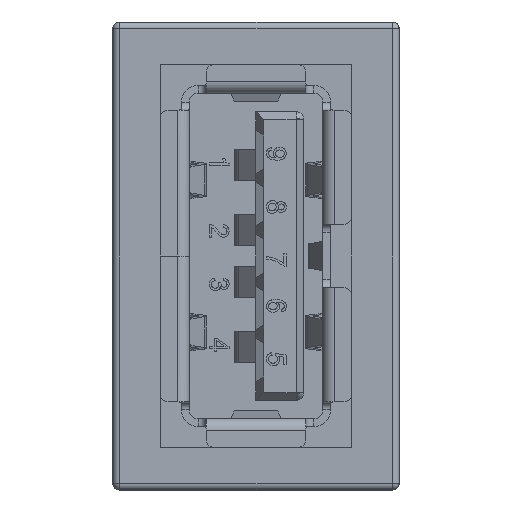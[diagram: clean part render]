
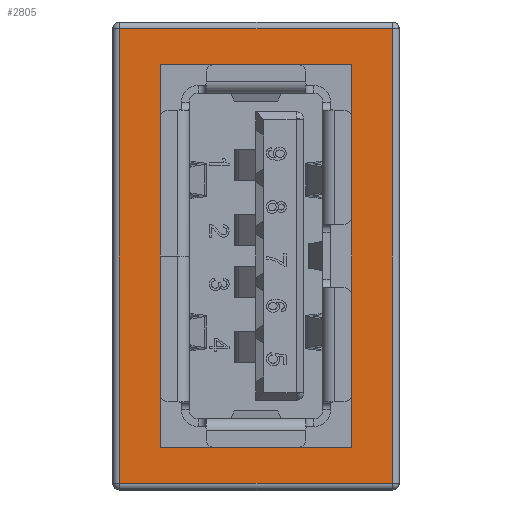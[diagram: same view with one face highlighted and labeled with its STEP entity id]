
A CAD part, left-side view. The second image highlights one B-rep face of the part: STEP entity #2805.
In plain terms, the highlighted planar face has unit normal (-1, 0, 0).
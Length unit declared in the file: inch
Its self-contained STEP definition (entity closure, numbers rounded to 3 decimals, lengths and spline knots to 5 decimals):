
#458 = LINE ( 'NONE', #31602, #28533 ) ;
#558 = LINE ( 'NONE', #28465, #18164 ) ;
#702 = VECTOR ( 'NONE', #9649, 39.37008 ) ;
#1726 = LINE ( 'NONE', #38518, #14621 ) ;
#2566 = VECTOR ( 'NONE', #5011, 39.37008 ) ;
#2805 = ADVANCED_FACE ( 'NONE', ( #25565, #29007 ), #22528, .T. ) ;
#3534 = EDGE_CURVE ( 'NONE', #29423, #21491, #458, .T. ) ;
#3807 = EDGE_CURVE ( 'NONE', #26437, #25001, #26687, .T. ) ;
#4362 = LINE ( 'NONE', #29043, #26967 ) ;
#4460 = ORIENTED_EDGE ( 'NONE', *, *, #37588, .T. ) ;
#4776 = VECTOR ( 'NONE', #11715, 39.37008 ) ;
#4846 = DIRECTION ( 'NONE',  ( 0., 1., 0. ) ) ;
#4854 = AXIS2_PLACEMENT_3D ( 'NONE', #10200, #19893, #31638 ) ;
#5011 = DIRECTION ( 'NONE',  ( 0., 0., -1. ) ) ;
#5773 = CARTESIAN_POINT ( 'NONE',  ( -0.811, -0.14469, 0.28937 ) ) ;
#6666 = EDGE_LOOP ( 'NONE', ( #4460, #26971, #24555, #32128 ) ) ;
#7421 = CARTESIAN_POINT ( 'NONE',  ( -0.811, -0.2065, 0.344 ) ) ;
#7795 = DIRECTION ( 'NONE',  ( 0., -1., 0. ) ) ;
#8036 = LINE ( 'NONE', #29689, #2566 ) ;
#8241 = EDGE_CURVE ( 'NONE', #21491, #26437, #39376, .T. ) ;
#9185 = ORIENTED_EDGE ( 'NONE', *, *, #8241, .T. ) ;
#9564 = DIRECTION ( 'NONE',  ( 0., -1., 0. ) ) ;
#9649 = DIRECTION ( 'NONE',  ( 0., 0., -1. ) ) ;
#10200 = CARTESIAN_POINT ( 'NONE',  ( -0.811, 0.2165, 0.354 ) ) ;
#11313 = CARTESIAN_POINT ( 'NONE',  ( -0.811, -0.2065, 0.354 ) ) ;
#11715 = DIRECTION ( 'NONE',  ( 0., 0., 1. ) ) ;
#12356 = VECTOR ( 'NONE', #4846, 39.37008 ) ;
#13686 = DIRECTION ( 'NONE',  ( 0., 1., 0. ) ) ;
#14255 = ORIENTED_EDGE ( 'NONE', *, *, #20888, .T. ) ;
#14368 = EDGE_CURVE ( 'NONE', #14400, #24066, #1726, .T. ) ;
#14400 = VERTEX_POINT ( 'NONE', #38922 ) ;
#14493 = EDGE_CURVE ( 'NONE', #15381, #30634, #4362, .T. ) ;
#14621 = VECTOR ( 'NONE', #7795, 39.37008 ) ;
#15381 = VERTEX_POINT ( 'NONE', #33891 ) ;
#15592 = CARTESIAN_POINT ( 'NONE',  ( -0.811, -0.2065, -0.344 ) ) ;
#16935 = EDGE_LOOP ( 'NONE', ( #9185, #29349, #14255, #39111 ) ) ;
#18164 = VECTOR ( 'NONE', #36821, 39.37008 ) ;
#19453 = CARTESIAN_POINT ( 'NONE',  ( -0.811, 0.2065, 0.344 ) ) ;
#19551 = CARTESIAN_POINT ( 'NONE',  ( -0.811, -0.14469, 0.28937 ) ) ;
#19893 = DIRECTION ( 'NONE',  ( -1., 0., 0. ) ) ;
#20888 = EDGE_CURVE ( 'NONE', #25001, #29423, #8036, .T. ) ;
#21491 = VERTEX_POINT ( 'NONE', #15592 ) ;
#22528 = PLANE ( 'NONE',  #4854 ) ;
#24066 = VERTEX_POINT ( 'NONE', #5773 ) ;
#24555 = ORIENTED_EDGE ( 'NONE', *, *, #28987, .T. ) ;
#25001 = VERTEX_POINT ( 'NONE', #19453 ) ;
#25565 = FACE_OUTER_BOUND ( 'NONE', #16935, .T. ) ;
#25876 = CARTESIAN_POINT ( 'NONE',  ( -0.811, 0.2165, 0.344 ) ) ;
#26437 = VERTEX_POINT ( 'NONE', #7421 ) ;
#26687 = LINE ( 'NONE', #25876, #12356 ) ;
#26967 = VECTOR ( 'NONE', #13686, 39.37008 ) ;
#26971 = ORIENTED_EDGE ( 'NONE', *, *, #14368, .T. ) ;
#28465 = CARTESIAN_POINT ( 'NONE',  ( -0.811, 0.14469, 0.28937 ) ) ;
#28533 = VECTOR ( 'NONE', #9564, 39.37008 ) ;
#28987 = EDGE_CURVE ( 'NONE', #24066, #15381, #31496, .T. ) ;
#29007 = FACE_BOUND ( 'NONE', #6666, .T. ) ;
#29043 = CARTESIAN_POINT ( 'NONE',  ( -0.811, -0.14469, -0.28937 ) ) ;
#29349 = ORIENTED_EDGE ( 'NONE', *, *, #3807, .T. ) ;
#29423 = VERTEX_POINT ( 'NONE', #35674 ) ;
#29689 = CARTESIAN_POINT ( 'NONE',  ( -0.811, 0.2065, -0.354 ) ) ;
#30634 = VERTEX_POINT ( 'NONE', #30699 ) ;
#30699 = CARTESIAN_POINT ( 'NONE',  ( -0.811, 0.14469, -0.28937 ) ) ;
#31496 = LINE ( 'NONE', #19551, #702 ) ;
#31602 = CARTESIAN_POINT ( 'NONE',  ( -0.811, -0.2165, -0.344 ) ) ;
#31638 = DIRECTION ( 'NONE',  ( 0., 0., 1. ) ) ;
#32128 = ORIENTED_EDGE ( 'NONE', *, *, #14493, .T. ) ;
#33891 = CARTESIAN_POINT ( 'NONE',  ( -0.811, -0.14469, -0.28937 ) ) ;
#35674 = CARTESIAN_POINT ( 'NONE',  ( -0.811, 0.2065, -0.344 ) ) ;
#36821 = DIRECTION ( 'NONE',  ( 0., 0., 1. ) ) ;
#37588 = EDGE_CURVE ( 'NONE', #30634, #14400, #558, .T. ) ;
#38518 = CARTESIAN_POINT ( 'NONE',  ( -0.811, -0.14469, 0.28937 ) ) ;
#38922 = CARTESIAN_POINT ( 'NONE',  ( -0.811, 0.14469, 0.28937 ) ) ;
#39111 = ORIENTED_EDGE ( 'NONE', *, *, #3534, .T. ) ;
#39376 = LINE ( 'NONE', #11313, #4776 ) ;
